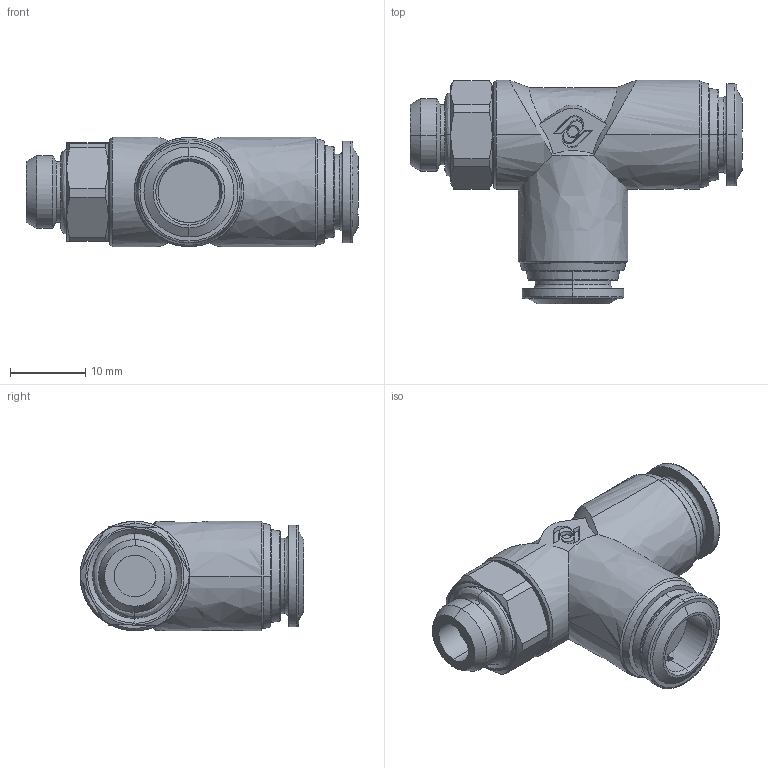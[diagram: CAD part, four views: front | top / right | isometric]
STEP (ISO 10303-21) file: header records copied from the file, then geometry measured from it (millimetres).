
FILE_DESCRIPTION (( 'STEP AP214' ), '1' );
FILE_NAME ('PST08-G01_ME.STEP', '2018-09-06T13:24:17', ( '' ), ( '' ), 'SwSTEP 2.0', 'SolidWorks 2018', '' );
FILE_SCHEMA (( 'AUTOMOTIVE_DESIGN' ));
Length unit declared in the file: millimetre
Products named in the file (1): PST08-G01_ME
Bounding box: 44 x 29.65 x 14.5 mm (x, y, z)
Volume: 7929.9 mm3; surface area: 3890.8 mm2
Topology: 2 solids, 2 shells, 190 faces, 482 edges, 312 vertices
Faces by surface type: bspline 190
Entity records: 8921 total; most frequent: CARTESIAN_POINT 6068, ORIENTED_EDGE 964, EDGE_CURVE 482, B_SPLINE_CURVE_WITH_KNOTS 354, VERTEX_POINT 312, EDGE_LOOP 216, FACE_OUTER_BOUND 190, ADVANCED_FACE 190
